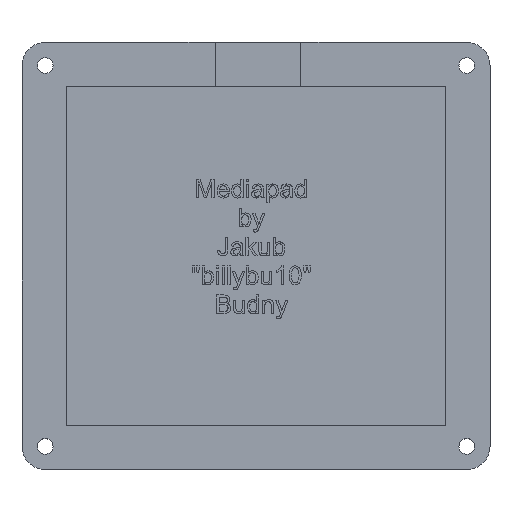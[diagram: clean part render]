
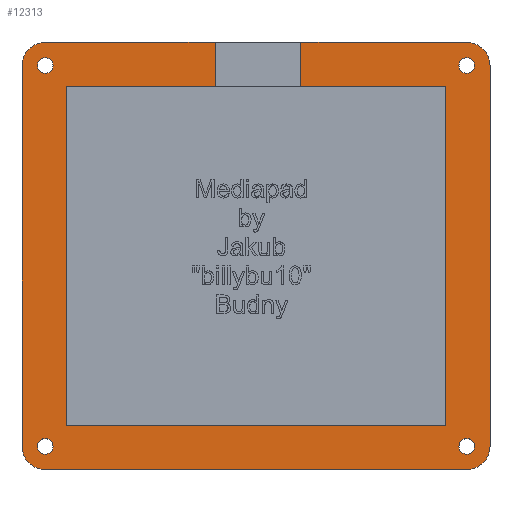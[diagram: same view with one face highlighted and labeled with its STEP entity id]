
A CAD part, top view. The second image highlights one B-rep face of the part: STEP entity #12313.
In plain terms, the highlighted planar face has unit normal (0, 0, 1).
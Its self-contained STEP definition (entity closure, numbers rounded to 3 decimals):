
#19=CIRCLE('',#12606,5.);
#21=CIRCLE('',#12610,5.);
#22=CIRCLE('',#12611,5.);
#23=CIRCLE('',#12612,5.);
#24=CIRCLE('',#12613,1.7);
#25=CIRCLE('',#12614,1.7);
#26=CIRCLE('',#12615,1.7);
#27=CIRCLE('',#12616,1.7);
#105=FACE_BOUND('',#1735,.T.);
#106=FACE_BOUND('',#1736,.T.);
#107=FACE_BOUND('',#1737,.T.);
#108=FACE_BOUND('',#1738,.T.);
#367=PLANE('',#12609);
#1020=FACE_OUTER_BOUND('',#1734,.T.);
#1734=EDGE_LOOP('',(#11155,#11156,#11157,#11158,#11159,#11160,#11161,#11162,
#11163,#11164,#11165,#11166,#11167,#11168,#11169,#11170));
#1735=EDGE_LOOP('',(#11171));
#1736=EDGE_LOOP('',(#11172));
#1737=EDGE_LOOP('',(#11173));
#1738=EDGE_LOOP('',(#11174));
#2762=LINE('',#24422,#3792);
#2765=LINE('',#24428,#3795);
#2766=LINE('',#24430,#3796);
#2767=LINE('',#24432,#3797);
#2768=LINE('',#24434,#3798);
#2769=LINE('',#24436,#3799);
#2770=LINE('',#24438,#3800);
#2771=LINE('',#24440,#3801);
#2772=LINE('',#24442,#3802);
#2773=LINE('',#24444,#3803);
#2774=LINE('',#24448,#3804);
#2775=LINE('',#24452,#3805);
#3792=VECTOR('',#14158,10.);
#3795=VECTOR('',#14163,10.);
#3796=VECTOR('',#14164,10.);
#3797=VECTOR('',#14165,10.);
#3798=VECTOR('',#14166,10.);
#3799=VECTOR('',#14167,10.);
#3800=VECTOR('',#14168,10.);
#3801=VECTOR('',#14169,10.);
#3802=VECTOR('',#14170,10.);
#3803=VECTOR('',#14171,10.);
#3804=VECTOR('',#14174,10.);
#3805=VECTOR('',#14177,10.);
#5776=VERTEX_POINT('',#24412);
#5777=VERTEX_POINT('',#24413);
#5780=VERTEX_POINT('',#24421);
#5782=VERTEX_POINT('',#24427);
#5783=VERTEX_POINT('',#24429);
#5784=VERTEX_POINT('',#24431);
#5785=VERTEX_POINT('',#24433);
#5786=VERTEX_POINT('',#24435);
#5787=VERTEX_POINT('',#24437);
#5788=VERTEX_POINT('',#24439);
#5789=VERTEX_POINT('',#24441);
#5790=VERTEX_POINT('',#24443);
#5791=VERTEX_POINT('',#24445);
#5792=VERTEX_POINT('',#24447);
#5793=VERTEX_POINT('',#24449);
#5794=VERTEX_POINT('',#24451);
#5795=VERTEX_POINT('',#24454);
#5796=VERTEX_POINT('',#24456);
#5797=VERTEX_POINT('',#24458);
#5798=VERTEX_POINT('',#24460);
#7576=EDGE_CURVE('',#5776,#5777,#19,.T.);
#7580=EDGE_CURVE('',#5780,#5777,#2762,.T.);
#7583=EDGE_CURVE('',#5776,#5782,#2765,.T.);
#7584=EDGE_CURVE('',#5782,#5783,#2766,.T.);
#7585=EDGE_CURVE('',#5783,#5784,#2767,.T.);
#7586=EDGE_CURVE('',#5784,#5785,#2768,.T.);
#7587=EDGE_CURVE('',#5785,#5786,#2769,.T.);
#7588=EDGE_CURVE('',#5786,#5787,#2770,.T.);
#7589=EDGE_CURVE('',#5787,#5788,#2771,.T.);
#7590=EDGE_CURVE('',#5788,#5789,#2772,.T.);
#7591=EDGE_CURVE('',#5789,#5790,#2773,.T.);
#7592=EDGE_CURVE('',#5791,#5790,#21,.T.);
#7593=EDGE_CURVE('',#5791,#5792,#2774,.T.);
#7594=EDGE_CURVE('',#5793,#5792,#22,.T.);
#7595=EDGE_CURVE('',#5793,#5794,#2775,.T.);
#7596=EDGE_CURVE('',#5780,#5794,#23,.T.);
#7597=EDGE_CURVE('',#5795,#5795,#24,.T.);
#7598=EDGE_CURVE('',#5796,#5796,#25,.T.);
#7599=EDGE_CURVE('',#5797,#5797,#26,.T.);
#7600=EDGE_CURVE('',#5798,#5798,#27,.T.);
#11155=ORIENTED_EDGE('',*,*,#7576,.F.);
#11156=ORIENTED_EDGE('',*,*,#7583,.T.);
#11157=ORIENTED_EDGE('',*,*,#7584,.T.);
#11158=ORIENTED_EDGE('',*,*,#7585,.T.);
#11159=ORIENTED_EDGE('',*,*,#7586,.T.);
#11160=ORIENTED_EDGE('',*,*,#7587,.T.);
#11161=ORIENTED_EDGE('',*,*,#7588,.T.);
#11162=ORIENTED_EDGE('',*,*,#7589,.T.);
#11163=ORIENTED_EDGE('',*,*,#7590,.T.);
#11164=ORIENTED_EDGE('',*,*,#7591,.T.);
#11165=ORIENTED_EDGE('',*,*,#7592,.F.);
#11166=ORIENTED_EDGE('',*,*,#7593,.T.);
#11167=ORIENTED_EDGE('',*,*,#7594,.F.);
#11168=ORIENTED_EDGE('',*,*,#7595,.T.);
#11169=ORIENTED_EDGE('',*,*,#7596,.F.);
#11170=ORIENTED_EDGE('',*,*,#7580,.T.);
#11171=ORIENTED_EDGE('',*,*,#7597,.T.);
#11172=ORIENTED_EDGE('',*,*,#7598,.T.);
#11173=ORIENTED_EDGE('',*,*,#7599,.T.);
#11174=ORIENTED_EDGE('',*,*,#7600,.T.);
#12313=ADVANCED_FACE('',(#1020,#105,#106,#107,#108),#367,.T.);
#12606=AXIS2_PLACEMENT_3D('',#24414,#14150,#14151);
#12609=AXIS2_PLACEMENT_3D('',#24426,#14161,#14162);
#12610=AXIS2_PLACEMENT_3D('',#24446,#14172,#14173);
#12611=AXIS2_PLACEMENT_3D('',#24450,#14175,#14176);
#12612=AXIS2_PLACEMENT_3D('',#24453,#14178,#14179);
#12613=AXIS2_PLACEMENT_3D('',#24455,#14180,#14181);
#12614=AXIS2_PLACEMENT_3D('',#24457,#14182,#14183);
#12615=AXIS2_PLACEMENT_3D('',#24459,#14184,#14185);
#12616=AXIS2_PLACEMENT_3D('',#24461,#14186,#14187);
#14150=DIRECTION('center_axis',(0.,0.,-1.));
#14151=DIRECTION('ref_axis',(0.707,0.707,0.));
#14158=DIRECTION('',(0.,1.,0.));
#14161=DIRECTION('center_axis',(0.,0.,1.));
#14162=DIRECTION('ref_axis',(1.,0.,0.));
#14163=DIRECTION('',(-1.,0.,0.));
#14164=DIRECTION('',(0.,-1.,0.));
#14165=DIRECTION('',(1.,0.,0.));
#14166=DIRECTION('',(0.,-1.,0.));
#14167=DIRECTION('',(-1.,0.,0.));
#14168=DIRECTION('',(0.,1.,0.));
#14169=DIRECTION('',(1.,0.,0.));
#14170=DIRECTION('',(0.,1.,0.));
#14171=DIRECTION('',(-1.,0.,0.));
#14172=DIRECTION('center_axis',(0.,0.,-1.));
#14173=DIRECTION('ref_axis',(-0.707,0.707,0.));
#14174=DIRECTION('',(0.,-1.,0.));
#14175=DIRECTION('center_axis',(0.,0.,-1.));
#14176=DIRECTION('ref_axis',(-0.707,-0.707,0.));
#14177=DIRECTION('',(1.,0.,0.));
#14178=DIRECTION('center_axis',(0.,0.,-1.));
#14179=DIRECTION('ref_axis',(0.707,-0.707,0.));
#14180=DIRECTION('center_axis',(0.,0.,-1.));
#14181=DIRECTION('ref_axis',(1.,0.,0.));
#14182=DIRECTION('center_axis',(0.,0.,-1.));
#14183=DIRECTION('ref_axis',(1.,0.,0.));
#14184=DIRECTION('center_axis',(0.,0.,-1.));
#14185=DIRECTION('ref_axis',(1.,0.,0.));
#14186=DIRECTION('center_axis',(0.,0.,-1.));
#14187=DIRECTION('ref_axis',(1.,0.,0.));
#24412=CARTESIAN_POINT('',(-43.537,49.5,13.));
#24413=CARTESIAN_POINT('',(-38.537,44.5,13.));
#24414=CARTESIAN_POINT('Origin',(-43.537,44.5,13.));
#24421=CARTESIAN_POINT('',(-38.537,-37.657,13.));
#24422=CARTESIAN_POINT('',(-38.537,49.5,13.));
#24426=CARTESIAN_POINT('Origin',(-134.5,44.5,13.));
#24427=CARTESIAN_POINT('',(-79.331,49.5,13.));
#24428=CARTESIAN_POINT('',(-139.5,49.5,13.));
#24429=CARTESIAN_POINT('',(-79.331,40.,13.));
#24430=CARTESIAN_POINT('',(-79.331,47.,13.));
#24431=CARTESIAN_POINT('',(-48.037,40.,13.));
#24432=CARTESIAN_POINT('',(-130.,40.,13.));
#24433=CARTESIAN_POINT('',(-48.037,-33.157,13.));
#24434=CARTESIAN_POINT('',(-48.037,40.,13.));
#24435=CARTESIAN_POINT('',(-130.,-33.157,13.));
#24436=CARTESIAN_POINT('',(-48.037,-33.157,13.));
#24437=CARTESIAN_POINT('',(-130.,40.,13.));
#24438=CARTESIAN_POINT('',(-130.,-33.157,13.));
#24439=CARTESIAN_POINT('',(-97.831,40.,13.));
#24440=CARTESIAN_POINT('',(-130.,40.,13.));
#24441=CARTESIAN_POINT('',(-97.831,49.5,13.));
#24442=CARTESIAN_POINT('',(-97.831,42.25,13.));
#24443=CARTESIAN_POINT('',(-134.5,49.5,13.));
#24444=CARTESIAN_POINT('',(-139.5,49.5,13.));
#24445=CARTESIAN_POINT('',(-139.5,44.5,13.));
#24446=CARTESIAN_POINT('Origin',(-134.5,44.5,13.));
#24447=CARTESIAN_POINT('',(-139.5,-37.657,13.));
#24448=CARTESIAN_POINT('',(-139.5,-42.657,13.));
#24449=CARTESIAN_POINT('',(-134.5,-42.657,13.));
#24450=CARTESIAN_POINT('Origin',(-134.5,-37.657,13.));
#24451=CARTESIAN_POINT('',(-43.537,-42.657,13.));
#24452=CARTESIAN_POINT('',(-38.537,-42.657,13.));
#24453=CARTESIAN_POINT('Origin',(-43.537,-37.657,13.));
#24454=CARTESIAN_POINT('',(-136.2,44.5,13.));
#24455=CARTESIAN_POINT('Origin',(-134.5,44.5,13.));
#24456=CARTESIAN_POINT('',(-45.237,-37.657,13.));
#24457=CARTESIAN_POINT('Origin',(-43.537,-37.657,13.));
#24458=CARTESIAN_POINT('',(-45.237,44.5,13.));
#24459=CARTESIAN_POINT('Origin',(-43.537,44.5,13.));
#24460=CARTESIAN_POINT('',(-136.2,-37.657,13.));
#24461=CARTESIAN_POINT('Origin',(-134.5,-37.657,13.));
